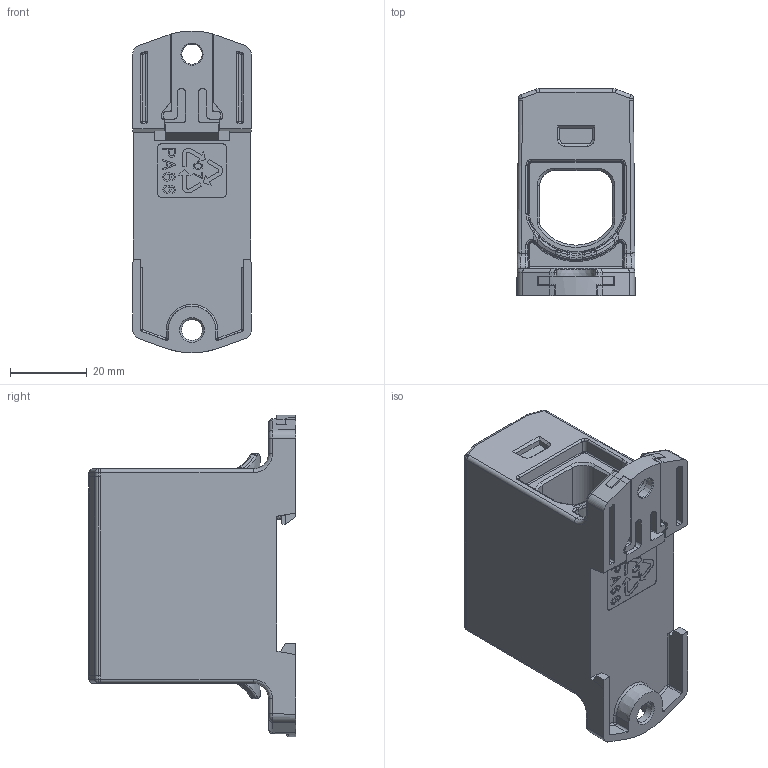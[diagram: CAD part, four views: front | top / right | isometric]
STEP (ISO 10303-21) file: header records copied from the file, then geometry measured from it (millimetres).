
FILE_DESCRIPTION(/* description */ (''),/* implementation_level */ '2;1');
FILE_NAME(/* name */ '27211.5_SVBKA_150_BU.stp',/* time_stamp */ '2017-10-06T09:54:42+02:00',/* author */ ('A.Robertus'),/* organization */ ('CONTA-CLIP Verbindungstechnik GmbH'),/* preprocessor_version */ 'ST-DEVELOPER v16.1',/* originating_system */ 'Autodesk Inventor 2016',/* authorisation */ '');
FILE_SCHEMA (('AUTOMOTIVE_DESIGN { 1 0 10303 214 3 1 1 }'));
Products named in the file (1): 27211.5_SVBKA_150_BU
Bounding box: 30.89 x 54.2 x 84.05 mm (x, y, z)
Volume: 66008.1 mm3; surface area: 20906.9 mm2
Topology: 1 solids, 1 shells, 1694 faces, 4608 edges, 2957 vertices
Faces by surface type: plane 1261, cylinder 186, bspline 165, cone 57, sphere 16, torus 9
Full cylindrical faces by diameter (mm): 5.5 x1
Entity records: 61254 total; most frequent: CARTESIAN_POINT 17893, ORIENTED_EDGE 9168, DIRECTION 7824, EDGE_CURVE 4584, LINE 3762, VECTOR 3762, VERTEX_POINT 2955, AXIS2_PLACEMENT_3D 2031
